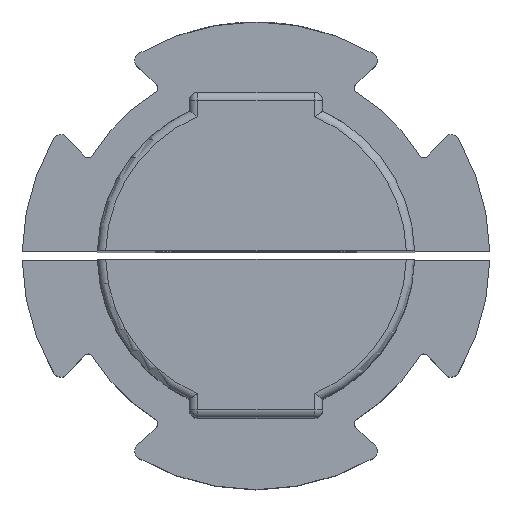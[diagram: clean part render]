
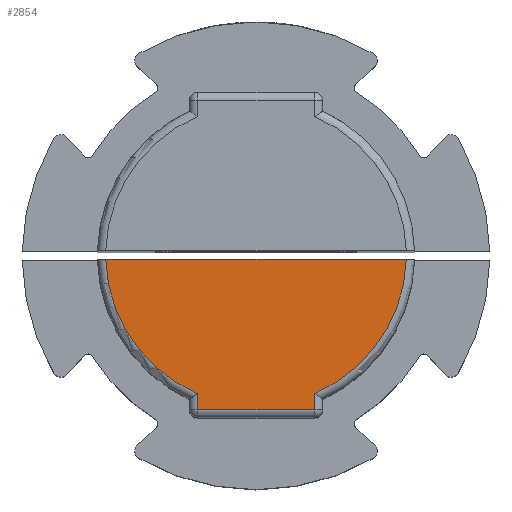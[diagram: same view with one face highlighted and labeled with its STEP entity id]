
A CAD part, top view. The second image highlights one B-rep face of the part: STEP entity #2854.
In plain terms, the highlighted planar face has unit normal (0, 0, 1).
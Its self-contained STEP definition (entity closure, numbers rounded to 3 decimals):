
#163 = EDGE_LOOP ( 'NONE', ( #3892, #3894, #3891, #3893, #3895, #3896 ) ) ;
#231 = LINE ( 'NONE', #232, #2829 ) ;
#232 = CARTESIAN_POINT ( 'NONE',  ( -5.078, -5.416, 30. ) ) ;
#233 = DIRECTION ( 'NONE',  ( 0., -1., 0. ) ) ;
#248 = CARTESIAN_POINT ( 'NONE',  ( -1.578, -5.416, 30. ) ) ;
#249 = DIRECTION ( 'NONE',  ( 0., 0., 1. ) ) ;
#250 = DIRECTION ( 'NONE',  ( -1., 0., 0. ) ) ;
#732 = PLANE ( 'NONE',  #3678 ) ;
#733 = CARTESIAN_POINT ( 'NONE',  ( -1.578, -5.416, 30. ) ) ;
#734 = DIRECTION ( 'NONE',  ( 0., 0., 1. ) ) ;
#735 = DIRECTION ( 'NONE',  ( 1., 0., 0. ) ) ;
#765 = CARTESIAN_POINT ( 'NONE',  ( -5.078, -14.666, 30. ) ) ;
#780 = CARTESIAN_POINT ( 'NONE',  ( 7.419, -5.666, 30. ) ) ;
#792 = CARTESIAN_POINT ( 'NONE',  ( 1.922, -14.666, 30. ) ) ;
#818 = CARTESIAN_POINT ( 'NONE',  ( 1.922, -13.708, 30. ) ) ;
#840 = CARTESIAN_POINT ( 'NONE',  ( -5.078, -13.708, 30. ) ) ;
#851 = CARTESIAN_POINT ( 'NONE',  ( -10.575, -5.666, 30. ) ) ;
#1126 = CARTESIAN_POINT ( 'NONE',  ( -1.578, -5.416, 30. ) ) ;
#1127 = DIRECTION ( 'NONE',  ( 0., 0., 1. ) ) ;
#1128 = DIRECTION ( 'NONE',  ( -1., 0., 0. ) ) ;
#1165 = EDGE_CURVE ( 'NONE', #3643, #3567, #231, .T. ) ;
#1170 = EDGE_CURVE ( 'NONE', #3620, #3582, #1274, .T. ) ;
#1237 = EDGE_CURVE ( 'NONE', #3667, #3582, #3042, .T. ) ;
#1244 = EDGE_CURVE ( 'NONE', #3594, #3620, #3068, .T. ) ;
#1249 = EDGE_CURVE ( 'NONE', #3567, #3594, #3083, .T. ) ;
#1274 = CIRCLE ( 'NONE', #2871, 9. ) ;
#1650 = EDGE_CURVE ( 'NONE', #3667, #3643, #2792, .T. ) ;
#2444 = VECTOR ( 'NONE', #3044, 1000. ) ;
#2617 = VECTOR ( 'NONE', #3085, 1000. ) ;
#2792 = CIRCLE ( 'NONE', #3973, 9. ) ;
#2829 = VECTOR ( 'NONE', #233, 1000. ) ;
#2854 = ADVANCED_FACE ( 'NONE', ( #3669 ), #732, .T. ) ;
#2871 = AXIS2_PLACEMENT_3D ( 'NONE', #248, #249, #250 ) ;
#3042 = LINE ( 'NONE', #3043, #2444 ) ;
#3043 = CARTESIAN_POINT ( 'NONE',  ( -11.075, -5.666, 30. ) ) ;
#3044 = DIRECTION ( 'NONE',  ( 1., 0., 0. ) ) ;
#3068 = LINE ( 'NONE', #3069, #3348 ) ;
#3069 = CARTESIAN_POINT ( 'NONE',  ( 1.922, -5.416, 30. ) ) ;
#3070 = DIRECTION ( 'NONE',  ( 0., 1., 0. ) ) ;
#3083 = LINE ( 'NONE', #3084, #2617 ) ;
#3084 = CARTESIAN_POINT ( 'NONE',  ( -1.578, -14.666, 30. ) ) ;
#3085 = DIRECTION ( 'NONE',  ( 1., 0., 0. ) ) ;
#3348 = VECTOR ( 'NONE', #3070, 1000. ) ;
#3567 = VERTEX_POINT ( 'NONE', #765 ) ;
#3582 = VERTEX_POINT ( 'NONE', #780 ) ;
#3594 = VERTEX_POINT ( 'NONE', #792 ) ;
#3620 = VERTEX_POINT ( 'NONE', #818 ) ;
#3643 = VERTEX_POINT ( 'NONE', #840 ) ;
#3667 = VERTEX_POINT ( 'NONE', #851 ) ;
#3669 = FACE_OUTER_BOUND ( 'NONE', #163, .T. ) ;
#3678 = AXIS2_PLACEMENT_3D ( 'NONE', #733, #734, #735 ) ;
#3891 = ORIENTED_EDGE ( 'NONE', *, *, #1244, .T. ) ;
#3892 = ORIENTED_EDGE ( 'NONE', *, *, #1165, .T. ) ;
#3893 = ORIENTED_EDGE ( 'NONE', *, *, #1170, .T. ) ;
#3894 = ORIENTED_EDGE ( 'NONE', *, *, #1249, .T. ) ;
#3895 = ORIENTED_EDGE ( 'NONE', *, *, #1237, .F. ) ;
#3896 = ORIENTED_EDGE ( 'NONE', *, *, #1650, .T. ) ;
#3973 = AXIS2_PLACEMENT_3D ( 'NONE', #1126, #1127, #1128 ) ;
